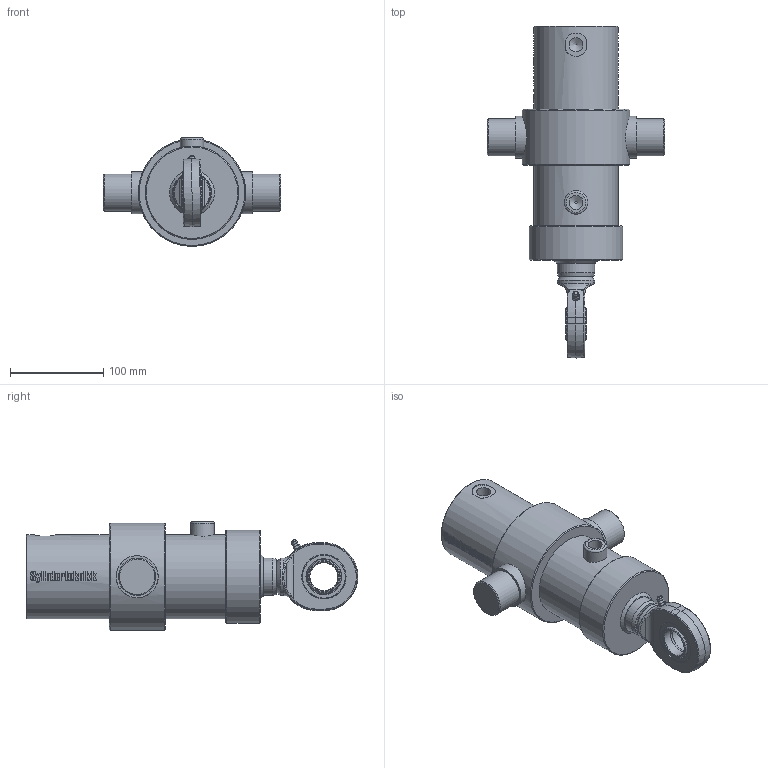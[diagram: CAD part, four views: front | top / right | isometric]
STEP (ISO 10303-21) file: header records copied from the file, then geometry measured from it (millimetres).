
FILE_DESCRIPTION((''),'2;1');
FILE_NAME('DVLP80_40.stp','2010-01-27T11:03:46',('tribel'),(''),'Autodesk Inventor 2009','Autodesk Inventor 2009','');
FILE_SCHEMA(('AUTOMOTIVE_DESIGN { 1 0 10303 214 1 1 1 1 }'));
Length unit declared in the file: millimetre
Products named in the file (5): DVLP80_40; DVLP80_40_body; DVLP80_40_stang_1; DVLP80_40_Parameters; K-WS30C
Assembly tree (4 placements, depth 2):
  DVLP80_40
    DVLP80_40_body
    DVLP80_40_stang_1
    DVLP80_40_Parameters
    K-WS30C
Bounding box: 190 x 355.5 x 116.5 mm (x, y, z)
Volume: 1480307.2 mm3; surface area: 237257.2 mm2
Topology: 3 solids, 4 shells, 660 faces, 1720 edges, 1118 vertices
Faces by surface type: plane 321, bspline 178, cylinder 91, cone 52, torus 14, sphere 4
Full cylindrical faces by diameter (mm): 2.571 x2, 2.9 x2, 3 x1, 5.5 x1, 5.6 x1, 6 x1, 25 x1, 30 x2, 40 x4, 45 x1, 47 x2, 80 x2, 90 x2, 100 x1, 115 x1
Entity records: 51464 total; most frequent: CARTESIAN_POINT 37100, ORIENTED_EDGE 3206, DIRECTION 2320, EDGE_CURVE 1605, VERTEX_POINT 1079, AXIS2_PLACEMENT_3D 836, EDGE_LOOP 799, FACE_OUTER_BOUND 660
